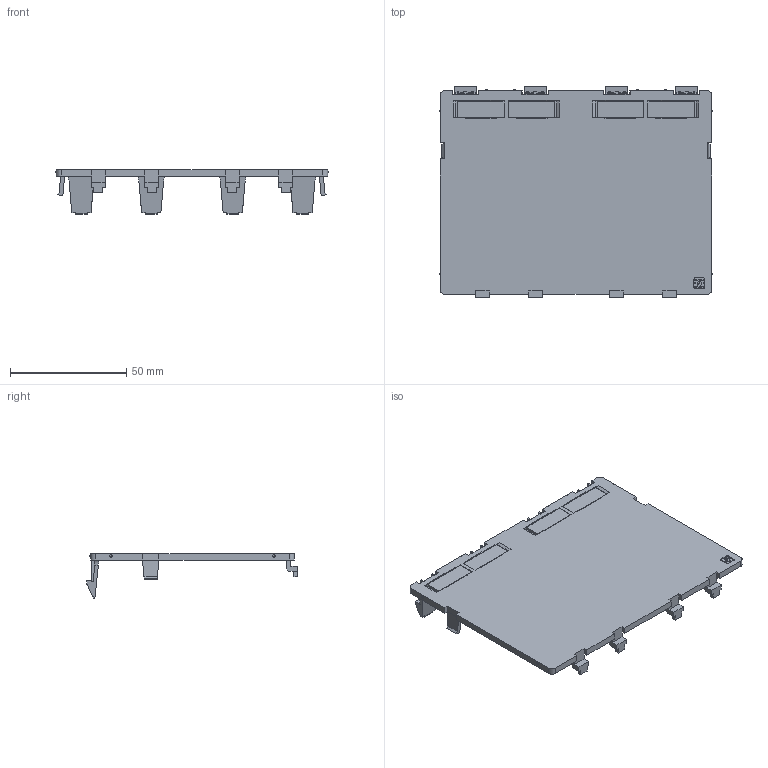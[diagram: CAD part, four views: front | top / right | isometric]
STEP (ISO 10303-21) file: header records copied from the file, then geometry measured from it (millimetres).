
FILE_DESCRIPTION(('CATIA V5 STEP Exchange','CAx-IF Rec.Pracs.--- Model Styling and Organization---1.4--- 2014-01-23'),'2;1');
FILE_NAME ('301346-2_2_2004890000_2004890000.stp','2019-10-09T17:22:11+00:00',('none'),('Weidmueller'),'CATIA Version 5-6 Release 2016 SP3 HF44','CATIA V5 STEP AP214','none');
FILE_SCHEMA(('AUTOMOTIVE_DESIGN { 1 0 10303 214 1 1 1 1 }'));
Length unit declared in the file: millimetre
Products named in the file (1): 2004890000
Bounding box: 116.9 x 90.5 x 19.28 mm (x, y, z)
Volume: 29745 mm3; surface area: 25773.3 mm2
Topology: 5 solids, 5 shells, 680 faces, 1906 edges, 1252 vertices
Faces by surface type: plane 586, cylinder 58, bspline 20, sphere 16
Entity records: 20226 total; most frequent: CARTESIAN_POINT 4337, ORIENTED_EDGE 3780, DIRECTION 2444, EDGE_CURVE 1890, VECTOR 1512, LINE 1512, VERTEX_POINT 1252, EDGE_LOOP 720
